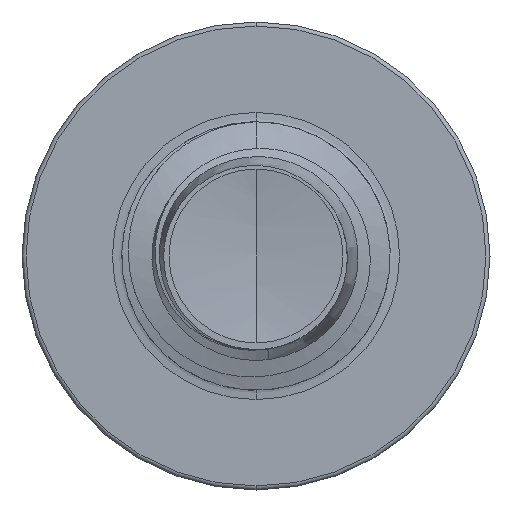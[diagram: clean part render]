
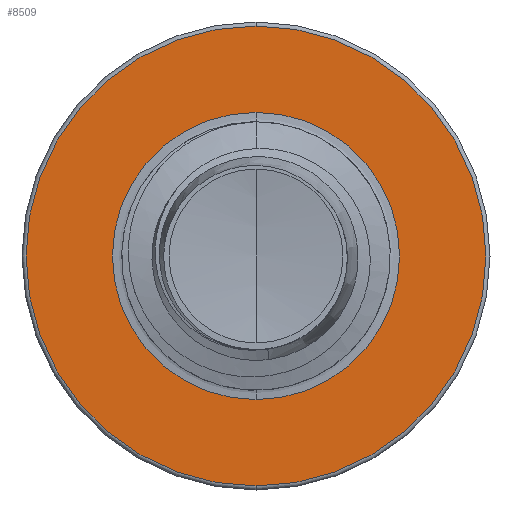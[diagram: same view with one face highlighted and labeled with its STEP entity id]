
A CAD part, front view. The second image highlights one B-rep face of the part: STEP entity #8509.
In plain terms, the highlighted planar face has unit normal (0, -1, 0).
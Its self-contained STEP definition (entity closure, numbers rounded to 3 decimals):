
#984 = VERTEX_POINT ( 'NONE', #3141 ) ;
#1133 = CARTESIAN_POINT ( 'NONE',  ( 0., 4.5, 0. ) ) ;
#1743 = ORIENTED_EDGE ( 'NONE', *, *, #7767, .F. ) ;
#1940 = DIRECTION ( 'NONE',  ( 0., 0., 1. ) ) ;
#1943 = DIRECTION ( 'NONE',  ( 0., 1., 0. ) ) ;
#1948 = ORIENTED_EDGE ( 'NONE', *, *, #13114, .F. ) ;
#1963 = CARTESIAN_POINT ( 'NONE',  ( 0., 4.5, 0. ) ) ;
#2234 = DIRECTION ( 'NONE',  ( 0., 0., 1. ) ) ;
#2258 = DIRECTION ( 'NONE',  ( 0., 1., 0. ) ) ;
#2262 = CARTESIAN_POINT ( 'NONE',  ( 0., 4.5, 0. ) ) ;
#2411 = ORIENTED_EDGE ( 'NONE', *, *, #3876, .T. ) ;
#2465 = DIRECTION ( 'NONE',  ( 0., 0., 1. ) ) ;
#2574 = AXIS2_PLACEMENT_3D ( 'NONE', #8671, #9619, #3358 ) ;
#2976 = AXIS2_PLACEMENT_3D ( 'NONE', #1963, #1943, #1940 ) ;
#3093 = CARTESIAN_POINT ( 'NONE',  ( 0., 4.5, 2.998 ) ) ;
#3141 = CARTESIAN_POINT ( 'NONE',  ( 0., 4.5, -1.872 ) ) ;
#3358 = DIRECTION ( 'NONE',  ( 0., 0., 1. ) ) ;
#3384 = VERTEX_POINT ( 'NONE', #3093 ) ;
#3876 = EDGE_CURVE ( 'NONE', #10074, #984, #10324, .T. ) ;
#4161 = EDGE_CURVE ( 'NONE', #984, #10074, #10050, .T. ) ;
#4282 = ORIENTED_EDGE ( 'NONE', *, *, #4161, .T. ) ;
#4502 = AXIS2_PLACEMENT_3D ( 'NONE', #11090, #5257, #11907 ) ;
#4834 = CARTESIAN_POINT ( 'NONE',  ( 0., 4.5, -2.997 ) ) ;
#5257 = DIRECTION ( 'NONE',  ( 0., 1., 0. ) ) ;
#6741 = CIRCLE ( 'NONE', #4502, 2.998 ) ;
#6922 = CARTESIAN_POINT ( 'NONE',  ( 0., 4.5, 1.872 ) ) ;
#7274 = EDGE_LOOP ( 'NONE', ( #2411, #4282 ) ) ;
#7767 = EDGE_CURVE ( 'NONE', #3384, #10205, #6741, .T. ) ;
#8509 = ADVANCED_FACE ( 'NONE', ( #13354, #12712 ), #10476, .F. ) ;
#8671 = CARTESIAN_POINT ( 'NONE',  ( 0., 4.5, -1.872 ) ) ;
#8956 = DIRECTION ( 'NONE',  ( 0., 1., 0. ) ) ;
#9619 = DIRECTION ( 'NONE',  ( 0., 1., 0. ) ) ;
#10050 = CIRCLE ( 'NONE', #2976, 1.872 ) ;
#10074 = VERTEX_POINT ( 'NONE', #6922 ) ;
#10205 = VERTEX_POINT ( 'NONE', #4834 ) ;
#10324 = CIRCLE ( 'NONE', #12649, 1.872 ) ;
#10366 = EDGE_LOOP ( 'NONE', ( #1743, #1948 ) ) ;
#10476 = PLANE ( 'NONE',  #2574 ) ;
#11090 = CARTESIAN_POINT ( 'NONE',  ( 0., 4.5, 0. ) ) ;
#11907 = DIRECTION ( 'NONE',  ( 0., 0., 1. ) ) ;
#12391 = AXIS2_PLACEMENT_3D ( 'NONE', #1133, #8956, #2465 ) ;
#12522 = CIRCLE ( 'NONE', #12391, 2.998 ) ;
#12649 = AXIS2_PLACEMENT_3D ( 'NONE', #2262, #2258, #2234 ) ;
#12712 = FACE_BOUND ( 'NONE', #7274, .T. ) ;
#13114 = EDGE_CURVE ( 'NONE', #10205, #3384, #12522, .T. ) ;
#13354 = FACE_OUTER_BOUND ( 'NONE', #10366, .T. ) ;
